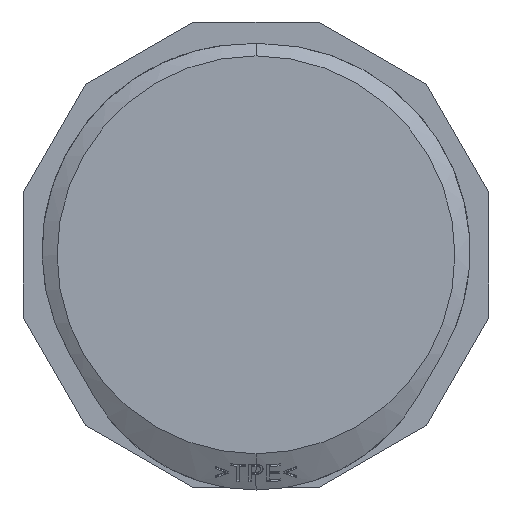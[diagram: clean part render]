
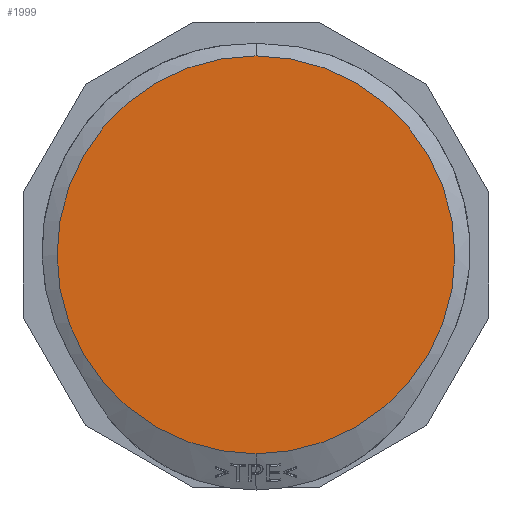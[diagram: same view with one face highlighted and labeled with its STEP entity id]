
A CAD part, front view. The second image highlights one B-rep face of the part: STEP entity #1999.
In plain terms, the highlighted planar face has unit normal (0, -1, 0).
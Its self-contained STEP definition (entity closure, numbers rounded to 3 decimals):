
#610=CIRCLE('',#12579,24.75);
#611=CIRCLE('',#12581,24.75);
#1339=FACE_OUTER_BOUND('',#3162,.T.);
#1999=ADVANCED_FACE('KES-E-R 50/9-B',(#1339),#2377,.F.);
#2377=PLANE('',#12583);
#3162=EDGE_LOOP('',(#6916,#6917));
#6916=ORIENTED_EDGE('',*,*,#9709,.F.);
#6917=ORIENTED_EDGE('',*,*,#9704,.F.);
#8014=VERTEX_POINT('',#30383);
#8015=VERTEX_POINT('',#30385);
#9704=EDGE_CURVE('GENERATED CIRCLE',#8014,#8015,#610,.T.);
#9709=EDGE_CURVE('GENERATED CIRCLE',#8015,#8014,#611,.T.);
#12579=AXIS2_PLACEMENT_3D('',#30384,#15345,#15346);
#12581=AXIS2_PLACEMENT_3D('',#30410,#15351,#15352);
#12583=AXIS2_PLACEMENT_3D('',#30412,#15355,#15356);
#15345=DIRECTION('',(0.,1.,0.));
#15346=DIRECTION('',(1.,0.,0.));
#15351=DIRECTION('',(0.,1.,0.));
#15352=DIRECTION('',(1.,0.,0.));
#15355=DIRECTION('',(0.,1.,0.));
#15356=DIRECTION('',(0.,0.,-1.));
#30383=CARTESIAN_POINT('',(0.,0.,-24.75));
#30384=CARTESIAN_POINT('',(0.,0.,0.));
#30385=CARTESIAN_POINT('',(0.,0.,24.75));
#30410=CARTESIAN_POINT('',(0.,0.,0.));
#30412=CARTESIAN_POINT('',(0.,0.,0.));
